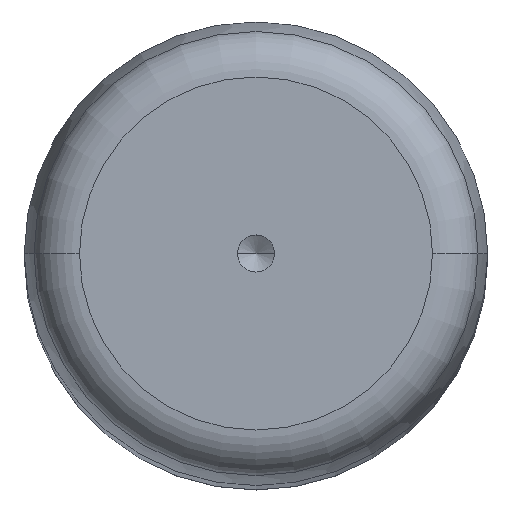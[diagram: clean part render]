
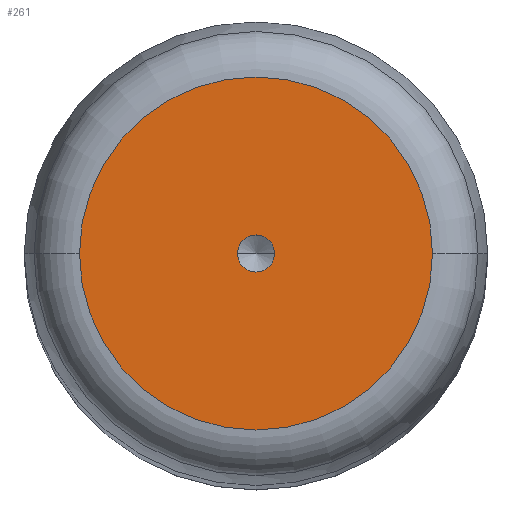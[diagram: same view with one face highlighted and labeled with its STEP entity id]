
A CAD part, top view. The second image highlights one B-rep face of the part: STEP entity #261.
In plain terms, the highlighted planar face has unit normal (0, 0, 1).
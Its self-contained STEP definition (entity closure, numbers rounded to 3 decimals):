
#35 = ORIENTED_EDGE ( 'NONE', *, *, #230, .T. ) ;
#79 = CARTESIAN_POINT ( 'NONE',  ( 1., 0., 150. ) ) ;
#84 = EDGE_CURVE ( 'NONE', #395, #108, #211, .T. ) ;
#108 = VERTEX_POINT ( 'NONE', #266 ) ;
#138 = PLANE ( 'NONE',  #358 ) ;
#153 = CIRCLE ( 'NONE', #320, 9.521 ) ;
#155 = ORIENTED_EDGE ( 'NONE', *, *, #84, .F. ) ;
#170 = CIRCLE ( 'NONE', #596, 1. ) ;
#175 = FACE_BOUND ( 'NONE', #472, .T. ) ;
#196 = DIRECTION ( 'NONE',  ( 1., 0., 0. ) ) ;
#204 = AXIS2_PLACEMENT_3D ( 'NONE', #663, #343, #505 ) ;
#209 = DIRECTION ( 'NONE',  ( 0., 0., 1. ) ) ;
#210 = EDGE_CURVE ( 'NONE', #108, #395, #170, .T. ) ;
#211 = CIRCLE ( 'NONE', #204, 1. ) ;
#215 = EDGE_LOOP ( 'NONE', ( #35, #520 ) ) ;
#230 = EDGE_CURVE ( 'NONE', #486, #529, #153, .T. ) ;
#261 = ADVANCED_FACE ( 'NONE', ( #175, #351 ), #138, .T. ) ;
#266 = CARTESIAN_POINT ( 'NONE',  ( -1., 0., 150. ) ) ;
#279 = EDGE_CURVE ( 'NONE', #529, #486, #384, .T. ) ;
#314 = DIRECTION ( 'NONE',  ( 1., 0., 0. ) ) ;
#320 = AXIS2_PLACEMENT_3D ( 'NONE', #575, #416, #413 ) ;
#343 = DIRECTION ( 'NONE',  ( 0., 0., 1. ) ) ;
#351 = FACE_OUTER_BOUND ( 'NONE', #215, .T. ) ;
#358 = AXIS2_PLACEMENT_3D ( 'NONE', #635, #490, #196 ) ;
#384 = CIRCLE ( 'NONE', #469, 9.521 ) ;
#395 = VERTEX_POINT ( 'NONE', #79 ) ;
#411 = CARTESIAN_POINT ( 'NONE',  ( 0., 0., 150. ) ) ;
#413 = DIRECTION ( 'NONE',  ( 1., 0., 0. ) ) ;
#416 = DIRECTION ( 'NONE',  ( 0., 0., 1. ) ) ;
#419 = ORIENTED_EDGE ( 'NONE', *, *, #210, .F. ) ;
#469 = AXIS2_PLACEMENT_3D ( 'NONE', #411, #470, #314 ) ;
#470 = DIRECTION ( 'NONE',  ( 0., 0., 1. ) ) ;
#472 = EDGE_LOOP ( 'NONE', ( #155, #419 ) ) ;
#486 = VERTEX_POINT ( 'NONE', #494 ) ;
#490 = DIRECTION ( 'NONE',  ( 0., 0., 1. ) ) ;
#494 = CARTESIAN_POINT ( 'NONE',  ( 9.521, 0., 150. ) ) ;
#505 = DIRECTION ( 'NONE',  ( 1., 0., 0. ) ) ;
#510 = CARTESIAN_POINT ( 'NONE',  ( 0., 0., 150. ) ) ;
#520 = ORIENTED_EDGE ( 'NONE', *, *, #279, .T. ) ;
#529 = VERTEX_POINT ( 'NONE', #654 ) ;
#567 = DIRECTION ( 'NONE',  ( 1., 0., 0. ) ) ;
#575 = CARTESIAN_POINT ( 'NONE',  ( 0., 0., 150. ) ) ;
#596 = AXIS2_PLACEMENT_3D ( 'NONE', #510, #209, #567 ) ;
#635 = CARTESIAN_POINT ( 'NONE',  ( 0., 0., 150. ) ) ;
#654 = CARTESIAN_POINT ( 'NONE',  ( -9.521, 0., 150. ) ) ;
#663 = CARTESIAN_POINT ( 'NONE',  ( 0., 0., 150. ) ) ;
